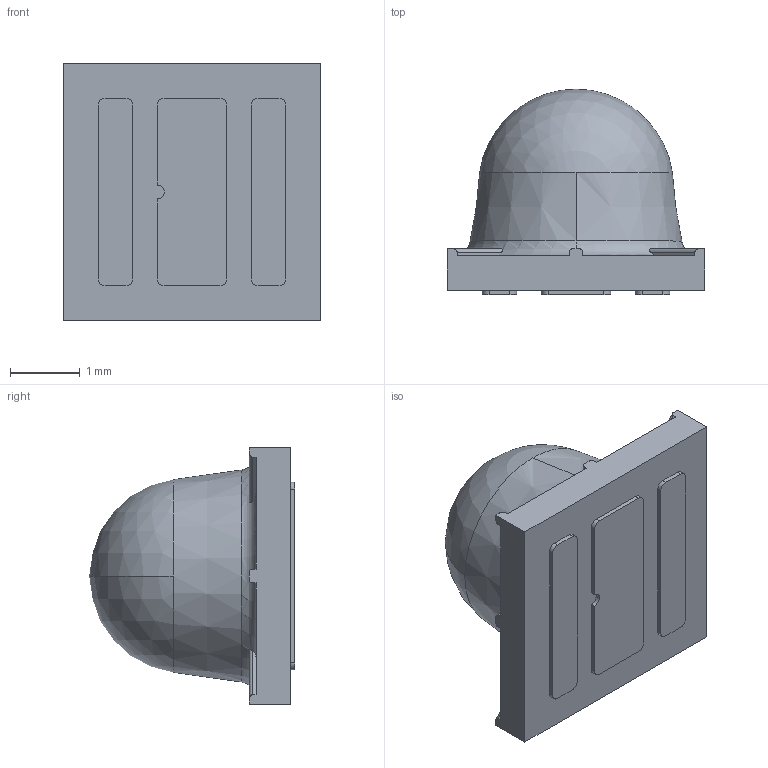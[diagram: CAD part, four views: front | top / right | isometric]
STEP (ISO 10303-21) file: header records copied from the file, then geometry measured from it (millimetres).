
FILE_DESCRIPTION (( 'STEP AP214' ), '1' );
FILE_NAME ('PROD00000462_RevA_Luxeon I 60deg_20160505 (simplified).STEP', '2016-05-17T02:12:24', ( 'Philips' ), ( 'Philips' ), 'SwSTEP 2.0', 'SolidWorks 2015', '' );
FILE_SCHEMA (( 'AUTOMOTIVE_DESIGN' ));
Length unit declared in the file: millimetre
Products named in the file (2): Solidify (20160505); PROD00000462_RevA_Luxeon I 60deg_20160505 (simplified)
Assembly tree (1 placements, depth 2):
  PROD00000462_RevA_Luxeon I 60deg_20160505 (simplified)
    Solidify (20160505)
Bounding box: 3.7 x 2.96 x 3.7 mm (x, y, z)
Volume: 20 mm3; surface area: 50.2 mm2
Topology: 1 solids, 1 shells, 88 faces, 248 edges, 165 vertices
Faces by surface type: plane 53, cylinder 29, sphere 2, cone 2, torus 2
Entity records: 3176 total; most frequent: CARTESIAN_POINT 857, ORIENTED_EDGE 496, DIRECTION 454, EDGE_CURVE 248, VERTEX_POINT 165, AXIS2_PLACEMENT_3D 154, LINE 146, VECTOR 146
